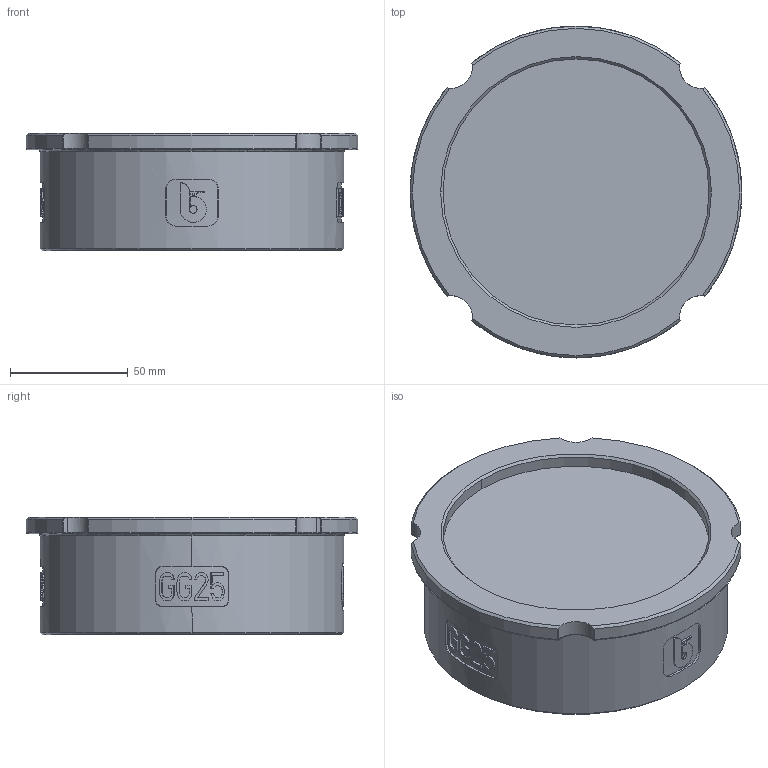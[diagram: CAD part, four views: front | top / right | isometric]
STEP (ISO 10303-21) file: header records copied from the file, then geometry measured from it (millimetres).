
FILE_DESCRIPTION (( 'STEP AP203' ), '1' );
FILE_NAME ('W6.DN080.STEP', '2009-07-03T06:57:01', ( ' ' ), ( '' ), 'SwSTEP 2.0', 'SolidWorks 2009', '' );
FILE_SCHEMA (( 'CONFIG_CONTROL_DESIGN' ));
Length unit declared in the file: millimetre
Products named in the file (1): W6.DN080
Bounding box: 141 x 141 x 50 mm (x, y, z)
Volume: 586109.8 mm3; surface area: 54747.1 mm2
Topology: 1 solids, 1 shells, 551 faces, 1540 edges, 1016 vertices
Faces by surface type: bspline 314, plane 154, cylinder 72, cone 11
Entity records: 25210 total; most frequent: CARTESIAN_POINT 13040, ORIENTED_EDGE 3080, DIRECTION 1578, EDGE_CURVE 1540, VERTEX_POINT 1016, B_SPLINE_CURVE_WITH_KNOTS 657, VECTOR 642, LINE 642
